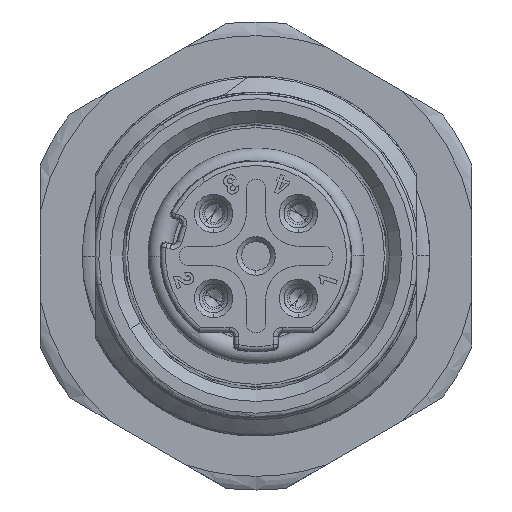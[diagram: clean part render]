
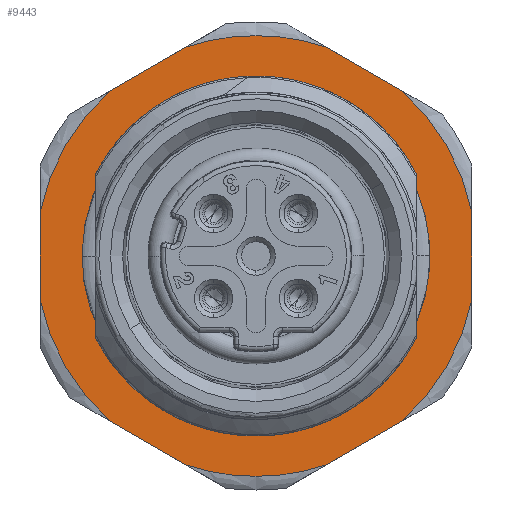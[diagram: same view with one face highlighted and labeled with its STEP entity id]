
A CAD part, front view. The second image highlights one B-rep face of the part: STEP entity #9443.
In plain terms, the highlighted planar face has unit normal (0, -1, 0).
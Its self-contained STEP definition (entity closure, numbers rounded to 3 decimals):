
#893=CARTESIAN_POINT('',(0.,-4.7,0.));
#894=DIRECTION('',(0.,1.,0.));
#895=DIRECTION('',(-0.32,0.,0.948));
#896=AXIS2_PLACEMENT_3D('',#893,#894,#895);
#898=CARTESIAN_POINT('',(0.,-4.7,0.));
#899=DIRECTION('',(0.,1.,0.));
#900=DIRECTION('',(0.,0.,1.));
#901=AXIS2_PLACEMENT_3D('',#898,#899,#900);
#903=CARTESIAN_POINT('',(0.,-4.7,0.));
#904=DIRECTION('',(0.,1.,0.));
#905=DIRECTION('',(0.661,0.,0.751));
#906=AXIS2_PLACEMENT_3D('',#903,#904,#905);
#908=DIRECTION('',(0.,0.,-1.));
#909=VECTOR('',#908,3.618);
#910=CARTESIAN_POINT('',(9.,-4.7,1.809));
#911=LINE('',#910,#909);
#912=CARTESIAN_POINT('',(0.,-4.7,0.));
#913=DIRECTION('',(0.,1.,0.));
#914=DIRECTION('',(0.98,0.,-0.197));
#915=AXIS2_PLACEMENT_3D('',#912,#913,#914);
#917=DIRECTION('',(-0.866,0.,-0.5));
#918=VECTOR('',#917,3.618);
#919=CARTESIAN_POINT('',(6.067,-4.7,-6.89));
#920=LINE('',#919,#918);
#921=CARTESIAN_POINT('',(0.,-4.7,0.));
#922=DIRECTION('',(0.,1.,0.));
#923=DIRECTION('',(0.32,0.,-0.948));
#924=AXIS2_PLACEMENT_3D('',#921,#922,#923);
#926=CARTESIAN_POINT('',(0.,-4.7,0.));
#927=DIRECTION('',(0.,1.,0.));
#928=DIRECTION('',(0.,0.,-1.));
#929=AXIS2_PLACEMENT_3D('',#926,#927,#928);
#931=CARTESIAN_POINT('',(0.,-4.7,0.));
#932=DIRECTION('',(0.,1.,0.));
#933=DIRECTION('',(-0.661,0.,-0.751));
#934=AXIS2_PLACEMENT_3D('',#931,#932,#933);
#936=DIRECTION('',(0.,0.,1.));
#937=VECTOR('',#936,3.618);
#938=CARTESIAN_POINT('',(-9.,-4.7,-1.809));
#939=LINE('',#938,#937);
#940=CARTESIAN_POINT('',(0.,-4.7,0.));
#941=DIRECTION('',(0.,1.,0.));
#942=DIRECTION('',(-0.98,0.,0.197));
#943=AXIS2_PLACEMENT_3D('',#940,#941,#942);
#945=DIRECTION('',(0.866,0.,0.5));
#946=VECTOR('',#945,3.618);
#947=CARTESIAN_POINT('',(-6.067,-4.7,6.89));
#948=LINE('',#947,#946);
#949=CARTESIAN_POINT('',(4.951,-4.7,-5.296));
#950=CARTESIAN_POINT('',(5.187,-4.7,-5.092));
#951=CARTESIAN_POINT('',(5.63,-4.7,-4.655));
#952=CARTESIAN_POINT('',(6.209,-4.7,-3.913));
#953=CARTESIAN_POINT('',(6.529,-4.7,-3.371));
#954=CARTESIAN_POINT('',(6.673,-4.7,-3.088));
#956=DIRECTION('',(0.009,0.,1.));
#957=VECTOR('',#956,0.259);
#958=CARTESIAN_POINT('',(6.673,-4.7,-3.088));
#959=LINE('',#958,#957);
#960=CARTESIAN_POINT('',(0.,-4.7,0.));
#961=DIRECTION('',(0.,-1.,0.));
#962=DIRECTION('',(0.921,0.,-0.39));
#963=AXIS2_PLACEMENT_3D('',#960,#961,#962);
#965=DIRECTION('',(-0.009,0.,1.));
#966=VECTOR('',#965,0.599);
#967=CARTESIAN_POINT('',(6.675,-4.7,2.829));
#968=LINE('',#967,#966);
#969=CARTESIAN_POINT('',(6.67,-4.7,3.427));
#970=CARTESIAN_POINT('',(6.536,-4.7,3.688));
#971=CARTESIAN_POINT('',(6.236,-4.7,4.189));
#972=CARTESIAN_POINT('',(5.71,-4.7,4.869));
#973=CARTESIAN_POINT('',(5.061,-4.7,5.518));
#974=CARTESIAN_POINT('',(4.632,-4.7,5.848));
#975=CARTESIAN_POINT('',(4.414,-4.7,5.997));
#977=CARTESIAN_POINT('',(4.414,-4.7,5.997));
#978=CARTESIAN_POINT('',(4.109,-4.7,6.204));
#979=CARTESIAN_POINT('',(3.481,-4.7,6.568));
#980=CARTESIAN_POINT('',(2.472,-4.7,6.969));
#981=CARTESIAN_POINT('',(1.419,-4.7,7.216));
#982=CARTESIAN_POINT('',(0.336,-4.7,7.307));
#983=CARTESIAN_POINT('',(-0.373,-4.7,7.262));
#984=CARTESIAN_POINT('',(-0.728,-4.7,7.213));
#986=CARTESIAN_POINT('',(0.,-4.7,0.));
#987=DIRECTION('',(0.,-1.,0.));
#988=DIRECTION('',(-0.1,0.,0.995));
#989=AXIS2_PLACEMENT_3D('',#986,#987,#988);
#991=CARTESIAN_POINT('',(0.,-4.7,0.));
#992=DIRECTION('',(0.,-1.,0.));
#993=DIRECTION('',(-0.866,0.,0.5));
#994=AXIS2_PLACEMENT_3D('',#991,#992,#993);
#1081=DIRECTION('',(0.866,0.,-0.5));
#1082=VECTOR('',#1081,3.618);
#1083=CARTESIAN_POINT('',(-6.067,-4.7,-6.89));
#1084=LINE('',#1083,#1082);
#1178=DIRECTION('',(-0.866,0.,0.5));
#1179=VECTOR('',#1178,3.618);
#1180=CARTESIAN_POINT('',(6.067,-4.7,6.89));
#1181=LINE('',#1180,#1179);
#7119=CARTESIAN_POINT('',(6.675,-4.7,2.829));
#7120=CARTESIAN_POINT('',(6.67,-4.7,3.427));
#7121=VERTEX_POINT('',#7119);
#7122=VERTEX_POINT('',#7120);
#7155=CARTESIAN_POINT('',(-2.933,-4.7,8.699));
#7156=CARTESIAN_POINT('',(0.,-4.7,9.18));
#7157=VERTEX_POINT('',#7155);
#7158=VERTEX_POINT('',#7156);
#7159=CARTESIAN_POINT('',(2.933,-4.7,8.699));
#7160=VERTEX_POINT('',#7159);
#7161=CARTESIAN_POINT('',(6.067,-4.7,6.89));
#7162=VERTEX_POINT('',#7161);
#7163=CARTESIAN_POINT('',(9.,-4.7,1.809));
#7164=VERTEX_POINT('',#7163);
#7165=CARTESIAN_POINT('',(9.,-4.7,-1.809));
#7166=VERTEX_POINT('',#7165);
#7167=CARTESIAN_POINT('',(6.067,-4.7,-6.89));
#7168=VERTEX_POINT('',#7167);
#7169=CARTESIAN_POINT('',(2.933,-4.7,-8.699));
#7170=VERTEX_POINT('',#7169);
#7171=CARTESIAN_POINT('',(0.,-4.7,-9.18));
#7172=VERTEX_POINT('',#7171);
#7173=CARTESIAN_POINT('',(-2.933,-4.7,-8.699));
#7174=VERTEX_POINT('',#7173);
#7175=CARTESIAN_POINT('',(-6.067,-4.7,-6.89));
#7176=VERTEX_POINT('',#7175);
#7177=CARTESIAN_POINT('',(-9.,-4.7,-1.809));
#7178=VERTEX_POINT('',#7177);
#7179=CARTESIAN_POINT('',(-9.,-4.7,1.809));
#7180=VERTEX_POINT('',#7179);
#7181=CARTESIAN_POINT('',(-6.067,-4.7,6.89));
#7182=VERTEX_POINT('',#7181);
#7183=VERTEX_POINT('',#949);
#7184=VERTEX_POINT('',#954);
#7185=CARTESIAN_POINT('',(6.675,-4.7,-2.829));
#7186=VERTEX_POINT('',#7185);
#7187=VERTEX_POINT('',#975);
#7188=VERTEX_POINT('',#984);
#7189=CARTESIAN_POINT('',(-6.279,-4.7,3.625));
#7190=VERTEX_POINT('',#7189);
#9391=CARTESIAN_POINT('',(0.,-4.7,0.));
#9392=DIRECTION('',(0.,-1.,0.));
#9393=DIRECTION('',(0.866,0.,-0.5));
#9394=AXIS2_PLACEMENT_3D('',#9391,#9392,#9393);
#9395=PLANE('',#9394);
#9397=ORIENTED_EDGE('',*,*,#9396,.T.);
#9399=ORIENTED_EDGE('',*,*,#9398,.T.);
#9401=ORIENTED_EDGE('',*,*,#9400,.F.);
#9403=ORIENTED_EDGE('',*,*,#9402,.T.);
#9405=ORIENTED_EDGE('',*,*,#9404,.T.);
#9407=ORIENTED_EDGE('',*,*,#9406,.T.);
#9409=ORIENTED_EDGE('',*,*,#9408,.T.);
#9411=ORIENTED_EDGE('',*,*,#9410,.T.);
#9413=ORIENTED_EDGE('',*,*,#9412,.T.);
#9415=ORIENTED_EDGE('',*,*,#9414,.F.);
#9417=ORIENTED_EDGE('',*,*,#9416,.T.);
#9419=ORIENTED_EDGE('',*,*,#9418,.T.);
#9421=ORIENTED_EDGE('',*,*,#9420,.T.);
#9423=ORIENTED_EDGE('',*,*,#9422,.T.);
#9424=EDGE_LOOP('',(#9397,#9399,#9401,#9403,#9405,#9407,#9409,#9411,#9413,#9415,
#9417,#9419,#9421,#9423));
#9425=FACE_OUTER_BOUND('',#9424,.F.);
#9427=ORIENTED_EDGE('',*,*,#9426,.T.);
#9429=ORIENTED_EDGE('',*,*,#9428,.T.);
#9431=ORIENTED_EDGE('',*,*,#9430,.T.);
#9432=ORIENTED_EDGE('',*,*,#9334,.T.);
#9434=ORIENTED_EDGE('',*,*,#9433,.T.);
#9436=ORIENTED_EDGE('',*,*,#9435,.T.);
#9438=ORIENTED_EDGE('',*,*,#9437,.T.);
#9440=ORIENTED_EDGE('',*,*,#9439,.T.);
#9441=EDGE_LOOP('',(#9427,#9429,#9431,#9432,#9434,#9436,#9438,#9440));
#9442=FACE_BOUND('',#9441,.F.);
#897=CIRCLE('',#896,9.18);
#902=CIRCLE('',#901,9.18);
#907=CIRCLE('',#906,9.18);
#916=CIRCLE('',#915,9.18);
#925=CIRCLE('',#924,9.18);
#930=CIRCLE('',#929,9.18);
#935=CIRCLE('',#934,9.18);
#944=CIRCLE('',#943,9.18);
#955=B_SPLINE_CURVE_WITH_KNOTS('',3,(#949,#950,#951,#952,#953,#954),
.UNSPECIFIED.,.F.,.F.,(4,1,1,4),(0.,0.333,0.667,1.),
.UNSPECIFIED.);
#964=CIRCLE('',#963,7.25);
#976=B_SPLINE_CURVE_WITH_KNOTS('',3,(#969,#970,#971,#972,#973,#974,#975),
.UNSPECIFIED.,.F.,.F.,(4,1,1,1,4),(0.,0.25,0.5,0.75,1.),
.UNSPECIFIED.);
#985=B_SPLINE_CURVE_WITH_KNOTS('',3,(#977,#978,#979,#980,#981,#982,#983,#984),
.UNSPECIFIED.,.F.,.F.,(4,1,1,1,1,4),(0.,0.2,0.4,0.6,0.8,1.),
.UNSPECIFIED.);
#990=CIRCLE('',#989,7.25);
#995=CIRCLE('',#994,7.25);
#9334=EDGE_CURVE('',#7121,#7122,#968,.T.);
#9396=EDGE_CURVE('',#7157,#7158,#897,.T.);
#9398=EDGE_CURVE('',#7158,#7160,#902,.T.);
#9400=EDGE_CURVE('',#7162,#7160,#1181,.T.);
#9402=EDGE_CURVE('',#7162,#7164,#907,.T.);
#9404=EDGE_CURVE('',#7164,#7166,#911,.T.);
#9406=EDGE_CURVE('',#7166,#7168,#916,.T.);
#9408=EDGE_CURVE('',#7168,#7170,#920,.T.);
#9410=EDGE_CURVE('',#7170,#7172,#925,.T.);
#9412=EDGE_CURVE('',#7172,#7174,#930,.T.);
#9414=EDGE_CURVE('',#7176,#7174,#1084,.T.);
#9416=EDGE_CURVE('',#7176,#7178,#935,.T.);
#9418=EDGE_CURVE('',#7178,#7180,#939,.T.);
#9420=EDGE_CURVE('',#7180,#7182,#944,.T.);
#9422=EDGE_CURVE('',#7182,#7157,#948,.T.);
#9426=EDGE_CURVE('',#7183,#7184,#955,.T.);
#9428=EDGE_CURVE('',#7184,#7186,#959,.T.);
#9430=EDGE_CURVE('',#7186,#7121,#964,.T.);
#9433=EDGE_CURVE('',#7122,#7187,#976,.T.);
#9435=EDGE_CURVE('',#7187,#7188,#985,.T.);
#9437=EDGE_CURVE('',#7188,#7190,#990,.T.);
#9439=EDGE_CURVE('',#7190,#7183,#995,.T.);
#9443=ADVANCED_FACE('',(#9425,#9442),#9395,.T.);
